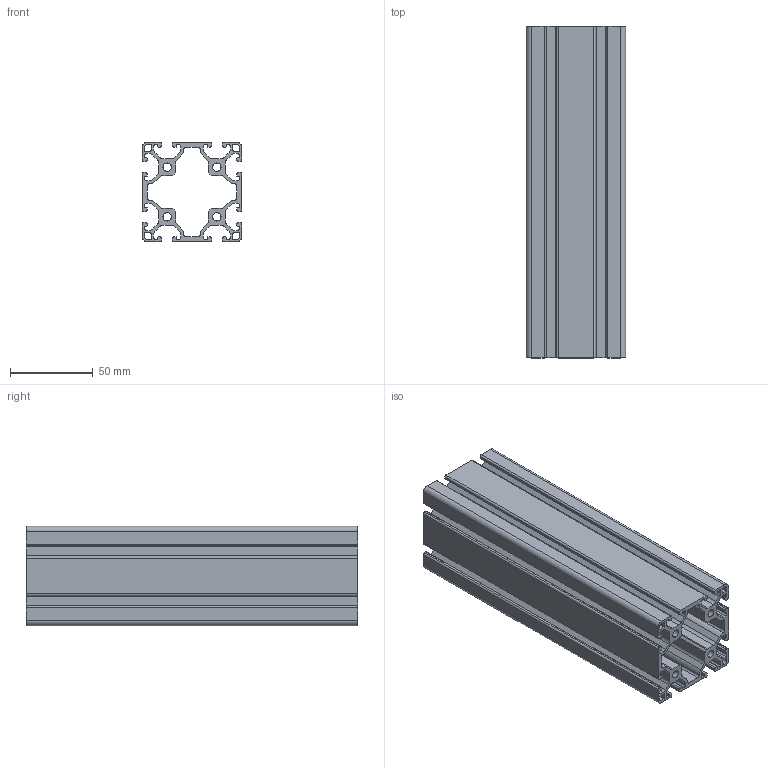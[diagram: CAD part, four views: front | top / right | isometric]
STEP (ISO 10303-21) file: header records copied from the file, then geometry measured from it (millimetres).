
FILE_DESCRIPTION (( 'STEP AP203' ), '1' );
FILE_NAME ('261606901_c_1.STEP', '2022-10-26T15:44:57', ( '' ), ( '' ), 'SwSTEP 2.0', 'SolidWorks 2014', '' );
FILE_SCHEMA (( 'CONFIG_CONTROL_DESIGN' ));
Length unit declared in the file: millimetre
Products named in the file (1): 261606901_c_1
Bounding box: 60 x 200 x 60 mm (x, y, z)
Volume: 194278.8 mm3; surface area: 168492.6 mm2
Topology: 1 solids, 1 shells, 338 faces, 1008 edges, 672 vertices
Faces by surface type: cylinder 172, plane 166
Entity records: 11569 total; most frequent: DIRECTION 2030, CARTESIAN_POINT 2019, ORIENTED_EDGE 2016, EDGE_CURVE 1008, AXIS2_PLACEMENT_3D 683, VERTEX_POINT 672, LINE 664, VECTOR 664
